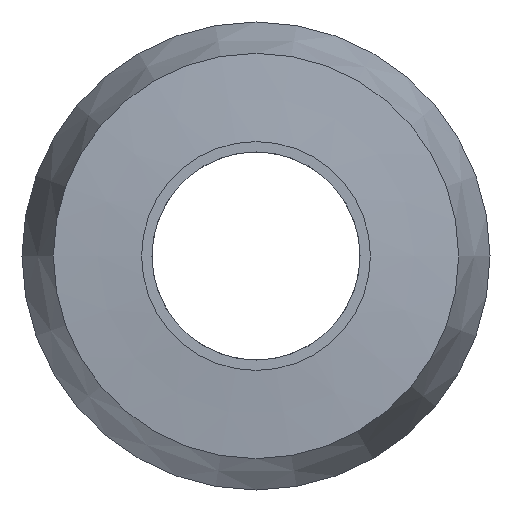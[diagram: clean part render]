
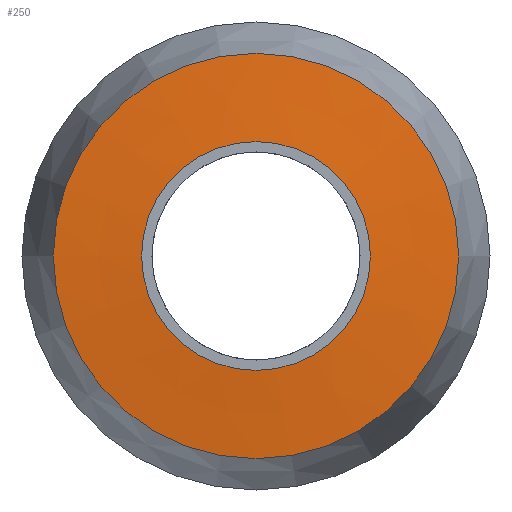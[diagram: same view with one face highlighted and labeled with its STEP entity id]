
A CAD part, left-side view. The second image highlights one B-rep face of the part: STEP entity #250.
In plain terms, the highlighted conical face has half-angle 85 degrees and reference radius 7.621 mm.
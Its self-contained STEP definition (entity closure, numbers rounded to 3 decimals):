
#223=CARTESIAN_POINT('',(0.186,0.0,0.0));
#224=DIRECTION('',(1.0,0.0,0.0));
#225=DIRECTION('',(0.0,1.0,0.0));
#226=AXIS2_PLACEMENT_3D('',#223,#224,#225);
#227=CONICAL_SURFACE('',#226,7.621,85.);
#228=CARTESIAN_POINT('',(0.371,9.742,0.0));
#229=VERTEX_POINT('',#228);
#230=CARTESIAN_POINT('',(0.371,0.0,0.0));
#231=DIRECTION('',(1.0,0.0,0.0));
#232=DIRECTION('',(0.0,1.0,0.0));
#233=AXIS2_PLACEMENT_3D('',#230,#231,#232);
#234=CIRCLE('',#233,9.742);
#235=EDGE_CURVE('',#229,#229,#234,.T.);
#236=ORIENTED_EDGE('',*,*,#235,.F.);
#237=EDGE_LOOP('',(#236));
#238=FACE_OUTER_BOUND('',#237,.T.);
#239=CARTESIAN_POINT('',(0.,5.5,0.0));
#240=VERTEX_POINT('',#239);
#241=CARTESIAN_POINT('',(0.,0.0,0.0));
#242=DIRECTION('',(1.0,0.0,0.0));
#243=DIRECTION('',(0.0,1.0,0.0));
#244=AXIS2_PLACEMENT_3D('',#241,#242,#243);
#245=CIRCLE('',#244,5.5);
#246=EDGE_CURVE('',#240,#240,#245,.T.);
#247=ORIENTED_EDGE('',*,*,#246,.T.);
#248=EDGE_LOOP('',(#247));
#249=FACE_BOUND('',#248,.T.);
#250=ADVANCED_FACE('',(#238,#249),#227,.T.);
